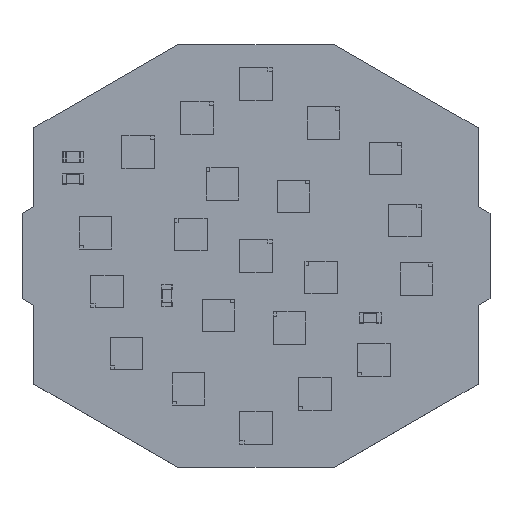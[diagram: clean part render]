
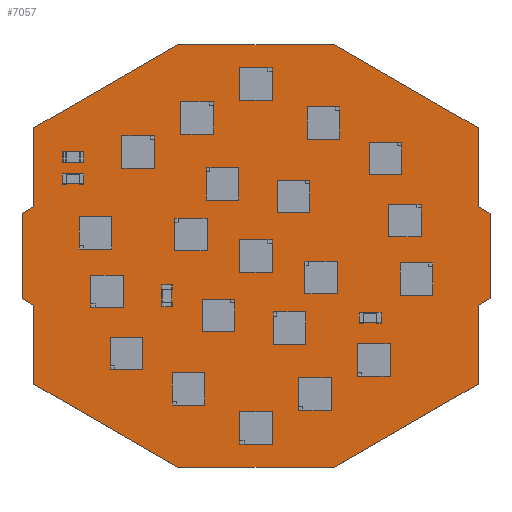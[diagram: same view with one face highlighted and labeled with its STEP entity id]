
A CAD part, top view. The second image highlights one B-rep face of the part: STEP entity #7057.
In plain terms, the highlighted planar face has unit normal (0, 0, 1).
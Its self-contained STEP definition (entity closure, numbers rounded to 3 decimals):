
#6544 = VERTEX_POINT('',#6545);
#6545 = CARTESIAN_POINT('',(10.25,5.918,1.6));
#6551 = EDGE_CURVE('',#6544,#6552,#6554,.T.);
#6552 = VERTEX_POINT('',#6553);
#6553 = CARTESIAN_POINT('',(10.25,2.281,1.6));
#6554 = LINE('',#6555,#6556);
#6555 = CARTESIAN_POINT('',(10.25,5.918,1.6));
#6556 = VECTOR('',#6557,1.);
#6557 = DIRECTION('',(0.,-1.,0.));
#6582 = EDGE_CURVE('',#6552,#6583,#6585,.T.);
#6583 = VERTEX_POINT('',#6584);
#6584 = CARTESIAN_POINT('',(10.8,1.963,1.6));
#6585 = LINE('',#6586,#6587);
#6586 = CARTESIAN_POINT('',(10.25,2.281,1.6));
#6587 = VECTOR('',#6588,1.);
#6588 = DIRECTION('',(0.866,-0.5,0.));
#6613 = EDGE_CURVE('',#6583,#6614,#6616,.T.);
#6614 = VERTEX_POINT('',#6615);
#6615 = CARTESIAN_POINT('',(10.8,-1.963,1.6));
#6616 = LINE('',#6617,#6618);
#6617 = CARTESIAN_POINT('',(10.8,1.963,1.6));
#6618 = VECTOR('',#6619,1.);
#6619 = DIRECTION('',(0.,-1.,0.));
#6644 = EDGE_CURVE('',#6614,#6645,#6647,.T.);
#6645 = VERTEX_POINT('',#6646);
#6646 = CARTESIAN_POINT('',(10.25,-2.281,1.6));
#6647 = LINE('',#6648,#6649);
#6648 = CARTESIAN_POINT('',(10.8,-1.963,1.6));
#6649 = VECTOR('',#6650,1.);
#6650 = DIRECTION('',(-0.866,-0.5,0.));
#6675 = EDGE_CURVE('',#6645,#6676,#6678,.T.);
#6676 = VERTEX_POINT('',#6677);
#6677 = CARTESIAN_POINT('',(10.25,-5.918,1.6));
#6678 = LINE('',#6679,#6680);
#6679 = CARTESIAN_POINT('',(10.25,-2.281,1.6));
#6680 = VECTOR('',#6681,1.);
#6681 = DIRECTION('',(0.,-1.,0.));
#6706 = EDGE_CURVE('',#6676,#6707,#6709,.T.);
#6707 = VERTEX_POINT('',#6708);
#6708 = CARTESIAN_POINT('',(3.613,-9.75,1.6));
#6709 = LINE('',#6710,#6711);
#6710 = CARTESIAN_POINT('',(10.25,-5.918,1.6));
#6711 = VECTOR('',#6712,1.);
#6712 = DIRECTION('',(-0.866,-0.5,0.));
#6737 = EDGE_CURVE('',#6707,#6738,#6740,.T.);
#6738 = VERTEX_POINT('',#6739);
#6739 = CARTESIAN_POINT('',(-3.613,-9.75,1.6));
#6740 = LINE('',#6741,#6742);
#6741 = CARTESIAN_POINT('',(3.613,-9.75,1.6));
#6742 = VECTOR('',#6743,1.);
#6743 = DIRECTION('',(-1.,0.,0.));
#6768 = EDGE_CURVE('',#6738,#6769,#6771,.T.);
#6769 = VERTEX_POINT('',#6770);
#6770 = CARTESIAN_POINT('',(-10.25,-5.918,1.6));
#6771 = LINE('',#6772,#6773);
#6772 = CARTESIAN_POINT('',(-3.613,-9.75,1.6));
#6773 = VECTOR('',#6774,1.);
#6774 = DIRECTION('',(-0.866,0.5,0.));
#6799 = EDGE_CURVE('',#6769,#6800,#6802,.T.);
#6800 = VERTEX_POINT('',#6801);
#6801 = CARTESIAN_POINT('',(-10.25,-2.281,1.6));
#6802 = LINE('',#6803,#6804);
#6803 = CARTESIAN_POINT('',(-10.25,-5.918,1.6));
#6804 = VECTOR('',#6805,1.);
#6805 = DIRECTION('',(0.,1.,0.));
#6830 = EDGE_CURVE('',#6800,#6831,#6833,.T.);
#6831 = VERTEX_POINT('',#6832);
#6832 = CARTESIAN_POINT('',(-10.8,-1.963,1.6));
#6833 = LINE('',#6834,#6835);
#6834 = CARTESIAN_POINT('',(-10.25,-2.281,1.6));
#6835 = VECTOR('',#6836,1.);
#6836 = DIRECTION('',(-0.866,0.5,0.));
#6861 = EDGE_CURVE('',#6831,#6862,#6864,.T.);
#6862 = VERTEX_POINT('',#6863);
#6863 = CARTESIAN_POINT('',(-10.8,1.963,1.6));
#6864 = LINE('',#6865,#6866);
#6865 = CARTESIAN_POINT('',(-10.8,-1.963,1.6));
#6866 = VECTOR('',#6867,1.);
#6867 = DIRECTION('',(0.,1.,0.));
#6892 = EDGE_CURVE('',#6862,#6893,#6895,.T.);
#6893 = VERTEX_POINT('',#6894);
#6894 = CARTESIAN_POINT('',(-10.25,2.281,1.6));
#6895 = LINE('',#6896,#6897);
#6896 = CARTESIAN_POINT('',(-10.8,1.963,1.6));
#6897 = VECTOR('',#6898,1.);
#6898 = DIRECTION('',(0.866,0.5,0.));
#6923 = EDGE_CURVE('',#6893,#6924,#6926,.T.);
#6924 = VERTEX_POINT('',#6925);
#6925 = CARTESIAN_POINT('',(-10.25,5.918,1.6));
#6926 = LINE('',#6927,#6928);
#6927 = CARTESIAN_POINT('',(-10.25,2.281,1.6));
#6928 = VECTOR('',#6929,1.);
#6929 = DIRECTION('',(0.,1.,0.));
#6954 = EDGE_CURVE('',#6924,#6955,#6957,.T.);
#6955 = VERTEX_POINT('',#6956);
#6956 = CARTESIAN_POINT('',(-3.613,9.75,1.6));
#6957 = LINE('',#6958,#6959);
#6958 = CARTESIAN_POINT('',(-10.25,5.918,1.6));
#6959 = VECTOR('',#6960,1.);
#6960 = DIRECTION('',(0.866,0.5,0.));
#6985 = EDGE_CURVE('',#6955,#6986,#6988,.T.);
#6986 = VERTEX_POINT('',#6987);
#6987 = CARTESIAN_POINT('',(3.613,9.75,1.6));
#6988 = LINE('',#6989,#6990);
#6989 = CARTESIAN_POINT('',(-3.613,9.75,1.6));
#6990 = VECTOR('',#6991,1.);
#6991 = DIRECTION('',(1.,0.,0.));
#7016 = EDGE_CURVE('',#6986,#6544,#7017,.T.);
#7017 = LINE('',#7018,#7019);
#7018 = CARTESIAN_POINT('',(3.613,9.75,1.6));
#7019 = VECTOR('',#7020,1.);
#7020 = DIRECTION('',(0.866,-0.5,0.));
#7057 = ADVANCED_FACE('',(#7058),#7076,.T.);
#7058 = FACE_BOUND('',#7059,.F.);
#7059 = EDGE_LOOP('',(#7060,#7061,#7062,#7063,#7064,#7065,#7066,#7067,
    #7068,#7069,#7070,#7071,#7072,#7073,#7074,#7075));
#7060 = ORIENTED_EDGE('',*,*,#6551,.T.);
#7061 = ORIENTED_EDGE('',*,*,#6582,.T.);
#7062 = ORIENTED_EDGE('',*,*,#6613,.T.);
#7063 = ORIENTED_EDGE('',*,*,#6644,.T.);
#7064 = ORIENTED_EDGE('',*,*,#6675,.T.);
#7065 = ORIENTED_EDGE('',*,*,#6706,.T.);
#7066 = ORIENTED_EDGE('',*,*,#6737,.T.);
#7067 = ORIENTED_EDGE('',*,*,#6768,.T.);
#7068 = ORIENTED_EDGE('',*,*,#6799,.T.);
#7069 = ORIENTED_EDGE('',*,*,#6830,.T.);
#7070 = ORIENTED_EDGE('',*,*,#6861,.T.);
#7071 = ORIENTED_EDGE('',*,*,#6892,.T.);
#7072 = ORIENTED_EDGE('',*,*,#6923,.T.);
#7073 = ORIENTED_EDGE('',*,*,#6954,.T.);
#7074 = ORIENTED_EDGE('',*,*,#6985,.T.);
#7075 = ORIENTED_EDGE('',*,*,#7016,.T.);
#7076 = PLANE('',#7077);
#7077 = AXIS2_PLACEMENT_3D('',#7078,#7079,#7080);
#7078 = CARTESIAN_POINT('',(0.,0.,1.6));
#7079 = DIRECTION('',(0.,0.,1.));
#7080 = DIRECTION('',(1.,0.,-0.));
